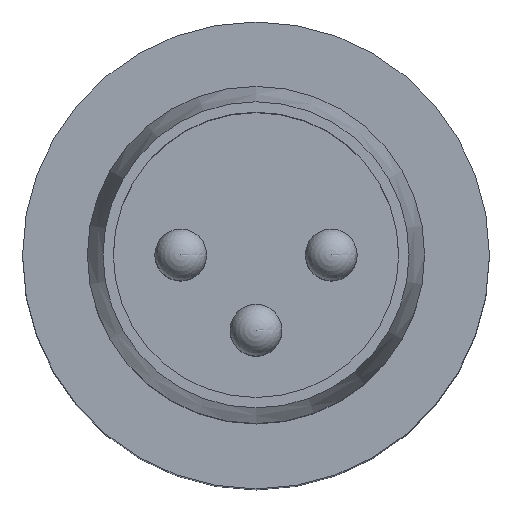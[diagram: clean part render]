
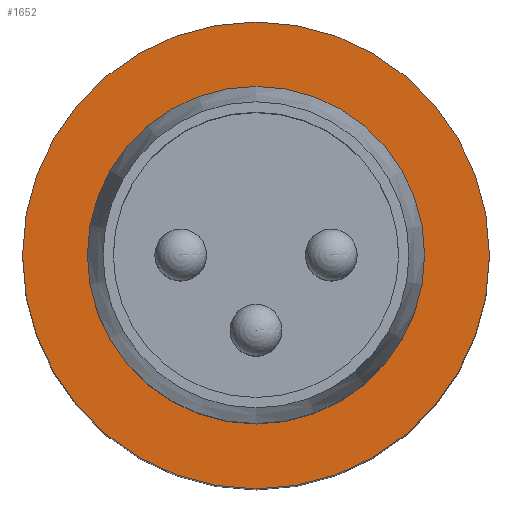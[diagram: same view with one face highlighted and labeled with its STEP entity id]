
A CAD part, top view. The second image highlights one B-rep face of the part: STEP entity #1652.
In plain terms, the highlighted planar face has unit normal (0, 0, 1).
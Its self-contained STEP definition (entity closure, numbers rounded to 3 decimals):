
#40=FACE_BOUND('',#635,.T.);
#93=PLANE('',#1825);
#384=CIRCLE('',#1776,3.25);
#406=CIRCLE('',#1826,4.5);
#519=FACE_OUTER_BOUND('',#634,.T.);
#634=EDGE_LOOP('',(#1284));
#635=EDGE_LOOP('',(#1285));
#756=VERTEX_POINT('',#2628);
#790=VERTEX_POINT('',#2760);
#933=EDGE_CURVE('',#756,#756,#384,.T.);
#979=EDGE_CURVE('',#790,#790,#406,.T.);
#1284=ORIENTED_EDGE('',*,*,#979,.F.);
#1285=ORIENTED_EDGE('',*,*,#933,.T.);
#1652=ADVANCED_FACE('',(#519,#40),#93,.T.);
#1776=AXIS2_PLACEMENT_3D('',#2629,#2099,#2100);
#1825=AXIS2_PLACEMENT_3D('',#2759,#2209,#2210);
#1826=AXIS2_PLACEMENT_3D('',#2761,#2211,#2212);
#2099=DIRECTION('center_axis',(0.,0.,-1.));
#2100=DIRECTION('ref_axis',(0.,1.,0.));
#2209=DIRECTION('center_axis',(0.,0.,1.));
#2210=DIRECTION('ref_axis',(1.,0.,0.));
#2211=DIRECTION('center_axis',(0.,0.,-1.));
#2212=DIRECTION('ref_axis',(1.,0.,0.));
#2628=CARTESIAN_POINT('',(0.,3.25,321.7));
#2629=CARTESIAN_POINT('Origin',(0.,0.,321.7));
#2759=CARTESIAN_POINT('Origin',(0.,4.5,321.7));
#2760=CARTESIAN_POINT('',(0.,4.5,321.7));
#2761=CARTESIAN_POINT('Origin',(0.,0.,321.7));
